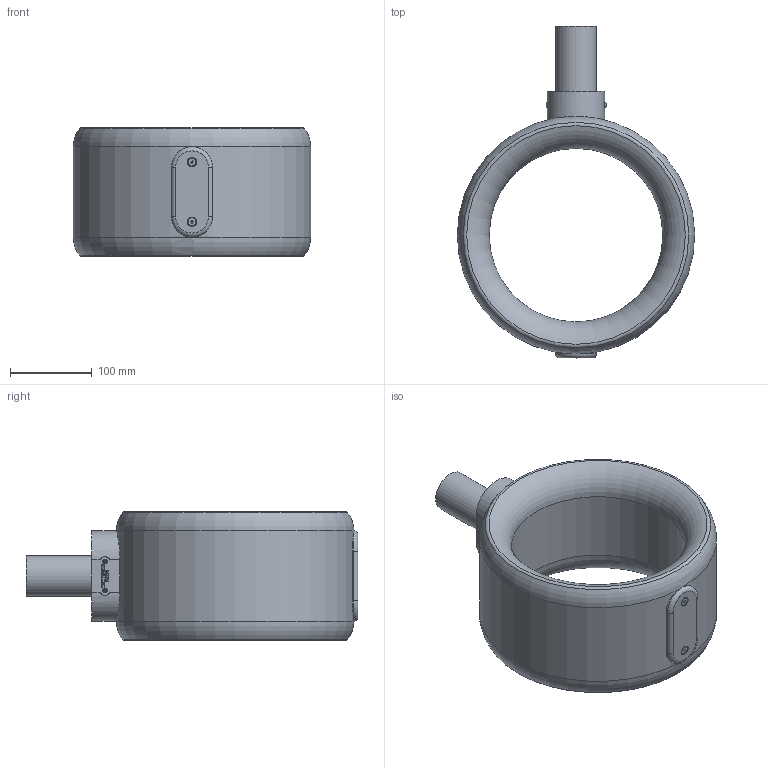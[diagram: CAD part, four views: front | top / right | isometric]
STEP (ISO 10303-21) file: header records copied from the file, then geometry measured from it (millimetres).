
FILE_DESCRIPTION (( 'STEP AP214' ), '1' );
FILE_NAME ('P-212-030-rev-A-FR.STEP', '2025-06-10T07:05:37', ( '' ), ( '' ), 'SwSTEP 2.0', 'SolidWorks 2024', '' );
FILE_SCHEMA (( 'AUTOMOTIVE_DESIGN' ));
Length unit declared in the file: millimetre
Products named in the file (1): P-212-030-rev-A-FR
Bounding box: 289.99 x 405.45 x 157.27 mm (x, y, z)
Volume: 4750235.9 mm3; surface area: 306405 mm2
Topology: 1 solids, 5 shells, 554 faces, 1435 edges, 943 vertices
Faces by surface type: plane 369, bspline 120, cylinder 41, torus 12, cone 8, sphere 4
Full cylindrical faces by diameter (mm): 3 x4, 3.5 x4, 5.7 x4, 8.5 x6, 9.64 x2, 50 x1, 212 x1
Entity records: 20010 total; most frequent: CARTESIAN_POINT 6593, ORIENTED_EDGE 2724, DIRECTION 1818, EDGE_CURVE 1362, VERTEX_POINT 914, VECTOR 720, LINE 720, EDGE_LOOP 652
